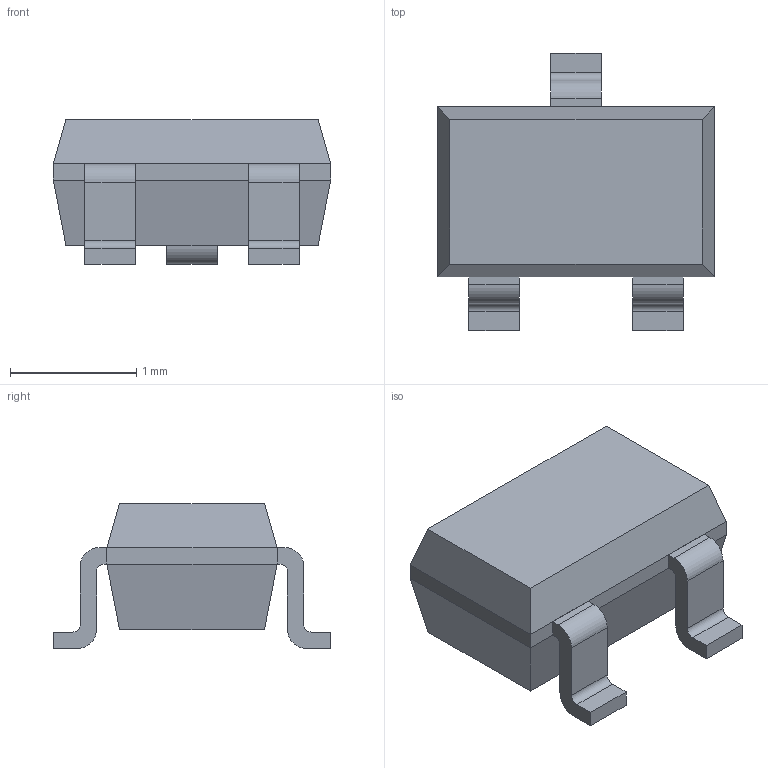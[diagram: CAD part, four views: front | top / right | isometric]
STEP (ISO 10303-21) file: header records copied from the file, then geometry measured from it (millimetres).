
FILE_DESCRIPTION(('FreeCAD Model'),'2;1');
FILE_NAME('sot323.stp', '2015-11-30T19:06:10',('Author'),(''), 'Open CASCADE STEP processor 6.7','FreeCAD','Unknown');
FILE_SCHEMA(('AUTOMOTIVE_DESIGN_CC2 { 1 2 10303 214 -1 1 5 4 }'));
Length unit declared in the file: millimetre
Products named in the file (4): ASSEMBLY; Chamfer; Array; Clone_of_Fillet001_(Mirror_#1)
Assembly tree (3 placements, depth 2):
  ASSEMBLY
    Chamfer
    Array
    Clone_of_Fillet001_(Mirror_#1)
Bounding box: 2.2 x 2.2 x 1.15 mm (x, y, z)
Volume: 2.8 mm3; surface area: 15 mm2
Topology: 4 solids, 4 shells, 56 faces, 136 edges, 88 vertices
Faces by surface type: plane 44, cylinder 12
Entity records: 3517 total; most frequent: CARTESIAN_POINT 616, DIRECTION 542, LINE 360, VECTOR 360, ORIENTED_EDGE 272, PCURVE 272, DEFINITIONAL_REPRESENTATION 272, EDGE_CURVE 136
